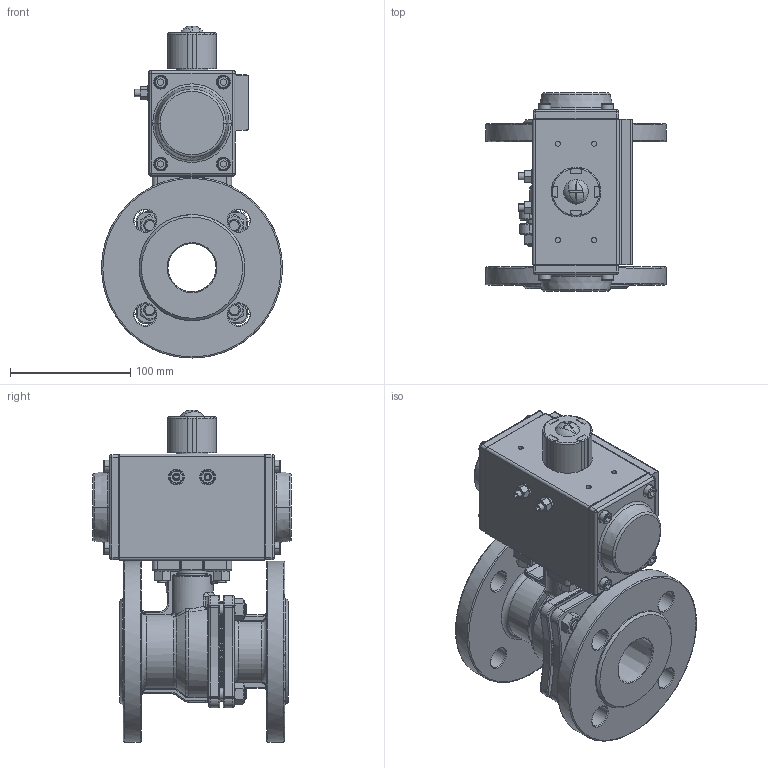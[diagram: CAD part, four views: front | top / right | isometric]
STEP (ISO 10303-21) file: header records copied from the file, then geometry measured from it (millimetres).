
FILE_DESCRIPTION(('HOOPS Exchange Step'),'2;1');
FILE_NAME('PK0500_DN40.stp','2025-04-11T13:59:18+02:00',('nieru'),('Unknown organisation'),'HOOPS Exchange 2024.2','HOOPS Exchange','Unknown authorisation');
FILE_SCHEMA( ('AP203_CONFIGURATION_CONTROLLED_3D_DESIGN_OF_MECHANICAL_PARTS_AND_ASSEMBLIES_MIM_LF') );
Length unit declared in the file: millimetre
Products named in the file (8): 0; root
Assembly tree (7 placements, depth 4):
  root
    0
      0
        0
        0
        0
        0
      0
Bounding box: 149.9 x 165 x 275.65 mm (x, y, z)
Volume: 1514733.1 mm3; surface area: 321775.9 mm2
Topology: 47 solids, 47 shells, 1588 faces, 3837 edges, 2342 vertices
Faces by surface type: plane 533, cylinder 501, torus 229, cone 151, bspline 132, sphere 42
Full cylindrical faces by diameter (mm): 5 x1, 9 x4, 18 x9, 22 x1, 26 x1, 28 x2, 35 x1, 82.6 x2, 88 x2, 150 x2
Entity records: 92027 total; most frequent: CARTESIAN_POINT 55797, ORIENTED_EDGE 7556, DIRECTION 7282, EDGE_CURVE 3778, AXIS2_PLACEMENT_3D 2880, VERTEX_POINT 2344, EDGE_LOOP 1768, FACE_BOUND 1768
